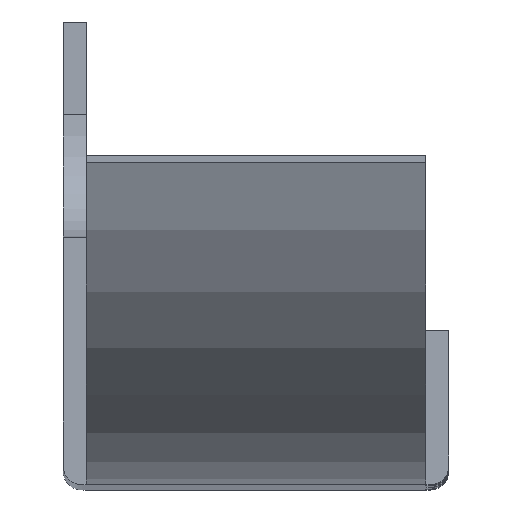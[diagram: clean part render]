
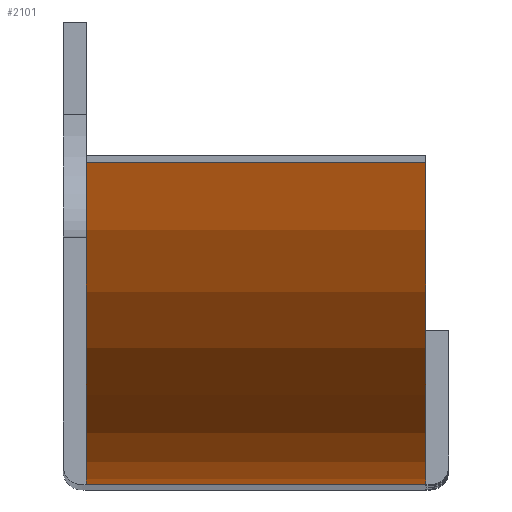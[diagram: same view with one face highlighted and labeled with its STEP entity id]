
A CAD part, top view. The second image highlights one B-rep face of the part: STEP entity #2101.
In plain terms, the highlighted cylindrical face has radius 14.8 mm (diameter 29.6 mm), a partial arc.
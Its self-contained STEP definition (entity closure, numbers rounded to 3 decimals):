
#64 = CARTESIAN_POINT ( 'NONE',  ( -5.5, 9.613, 64.535 ) ) ;
#88 = DIRECTION ( 'NONE',  ( 1., 0., 0. ) ) ;
#188 = EDGE_LOOP ( 'NONE', ( #387, #1513, #1526, #500 ) ) ;
#236 = AXIS2_PLACEMENT_3D ( 'NONE', #431, #1148, #2064 ) ;
#258 = CARTESIAN_POINT ( 'NONE',  ( -5.5, 14., 50.4 ) ) ;
#387 = ORIENTED_EDGE ( 'NONE', *, *, #813, .T. ) ;
#431 = CARTESIAN_POINT ( 'NONE',  ( -5.5, 14., 50.4 ) ) ;
#498 = CARTESIAN_POINT ( 'NONE',  ( 5.5, -0.8, 50.4 ) ) ;
#500 = ORIENTED_EDGE ( 'NONE', *, *, #606, .T. ) ;
#505 = EDGE_CURVE ( 'NONE', #1490, #2133, #1654, .T. ) ;
#528 = CIRCLE ( 'NONE', #236, 14.8 ) ;
#606 = EDGE_CURVE ( 'NONE', #1490, #1805, #528, .T. ) ;
#685 = CARTESIAN_POINT ( 'NONE',  ( -5.5, -0.8, 50.4 ) ) ;
#769 = DIRECTION ( 'NONE',  ( 1., 0., 0. ) ) ;
#794 = DIRECTION ( 'NONE',  ( 0., 0., -1. ) ) ;
#813 = EDGE_CURVE ( 'NONE', #1805, #1807, #1762, .T. ) ;
#878 = CARTESIAN_POINT ( 'NONE',  ( -5.5, 9.613, 64.535 ) ) ;
#972 = CIRCLE ( 'NONE', #1972, 14.8 ) ;
#1147 = FACE_OUTER_BOUND ( 'NONE', #188, .T. ) ;
#1148 = DIRECTION ( 'NONE',  ( 1., 0., 0. ) ) ;
#1208 = VECTOR ( 'NONE', #1586, 1000. ) ;
#1285 = DIRECTION ( 'NONE',  ( 1., 0., 0. ) ) ;
#1480 = EDGE_CURVE ( 'NONE', #2133, #1807, #972, .T. ) ;
#1490 = VERTEX_POINT ( 'NONE', #878 ) ;
#1513 = ORIENTED_EDGE ( 'NONE', *, *, #1480, .F. ) ;
#1525 = DIRECTION ( 'NONE',  ( 0., 0., -1. ) ) ;
#1526 = ORIENTED_EDGE ( 'NONE', *, *, #505, .F. ) ;
#1586 = DIRECTION ( 'NONE',  ( 1., 0., 0. ) ) ;
#1594 = VECTOR ( 'NONE', #1285, 1000. ) ;
#1654 = LINE ( 'NONE', #64, #1594 ) ;
#1692 = CARTESIAN_POINT ( 'NONE',  ( 5.5, 14., 50.4 ) ) ;
#1762 = LINE ( 'NONE', #2138, #1208 ) ;
#1805 = VERTEX_POINT ( 'NONE', #685 ) ;
#1807 = VERTEX_POINT ( 'NONE', #498 ) ;
#1846 = AXIS2_PLACEMENT_3D ( 'NONE', #258, #88, #794 ) ;
#1881 = CYLINDRICAL_SURFACE ( 'NONE', #1846, 14.8 ) ;
#1972 = AXIS2_PLACEMENT_3D ( 'NONE', #1692, #769, #1525 ) ;
#2064 = DIRECTION ( 'NONE',  ( 0., 0., -1. ) ) ;
#2101 = ADVANCED_FACE ( 'NONE', ( #1147 ), #1881, .T. ) ;
#2133 = VERTEX_POINT ( 'NONE', #2281 ) ;
#2138 = CARTESIAN_POINT ( 'NONE',  ( -5.5, -0.8, 50.4 ) ) ;
#2281 = CARTESIAN_POINT ( 'NONE',  ( 5.5, 9.613, 64.535 ) ) ;
